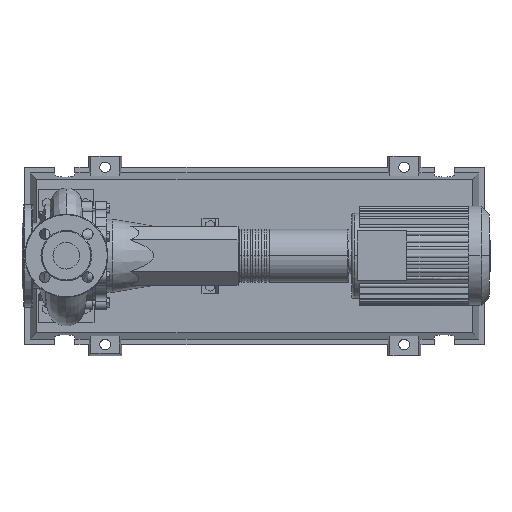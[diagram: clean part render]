
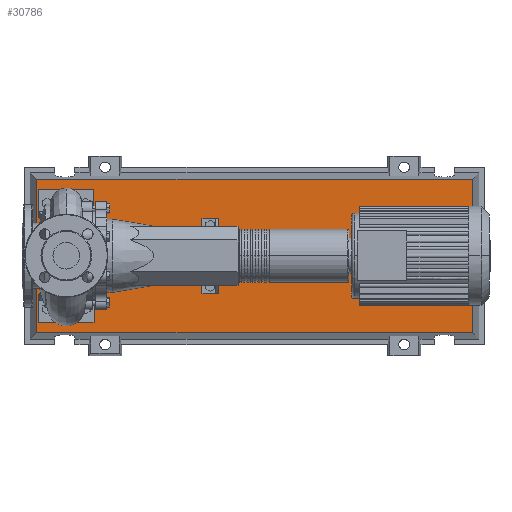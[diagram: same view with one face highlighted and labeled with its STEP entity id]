
A CAD part, top view. The second image highlights one B-rep face of the part: STEP entity #30786.
In plain terms, the highlighted planar face has unit normal (0, 0, 1).
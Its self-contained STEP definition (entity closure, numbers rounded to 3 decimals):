
#30467=CARTESIAN_POINT('',(733.292,-138.292,83.0));
#30468=VERTEX_POINT('',#30467);
#30475=CARTESIAN_POINT('',(-53.292,-138.292,83.0));
#30476=VERTEX_POINT('',#30475);
#30477=CARTESIAN_POINT('',(733.292,-138.292,83.0));
#30478=DIRECTION('',(-1.0,0.0,0.0));
#30479=VECTOR('',#30478,786.584);
#30480=LINE('',#30477,#30479);
#30481=EDGE_CURVE('',#30468,#30476,#30480,.T.);
#30699=CARTESIAN_POINT('',(733.292,138.292,83.0));
#30700=VERTEX_POINT('',#30699);
#30701=CARTESIAN_POINT('',(733.292,138.292,83.0));
#30702=DIRECTION('',(0.0,-1.0,0.0));
#30703=VECTOR('',#30702,276.584);
#30704=LINE('',#30701,#30703);
#30705=EDGE_CURVE('',#30700,#30468,#30704,.T.);
#30723=CARTESIAN_POINT('',(-53.292,138.292,83.0));
#30724=VERTEX_POINT('',#30723);
#30725=CARTESIAN_POINT('',(-53.292,-138.292,83.0));
#30726=DIRECTION('',(0.0,1.0,0.0));
#30727=VECTOR('',#30726,276.584);
#30728=LINE('',#30725,#30727);
#30729=EDGE_CURVE('',#30476,#30724,#30728,.T.);
#30762=CARTESIAN_POINT('',(-53.292,138.292,83.0));
#30763=DIRECTION('',(1.0,0.0,0.0));
#30764=VECTOR('',#30763,786.584);
#30765=LINE('',#30762,#30764);
#30766=EDGE_CURVE('',#30724,#30700,#30765,.T.);
#30775=CARTESIAN_POINT('',(340.,0.,83.0));
#30776=DIRECTION('',(0.0,0.0,1.0));
#30777=DIRECTION('',(1.0,0.0,0.0));
#30778=AXIS2_PLACEMENT_3D('',#30775,#30776,#30777);
#30779=PLANE('',#30778);
#30780=ORIENTED_EDGE('',*,*,#30705,.F.);
#30781=ORIENTED_EDGE('',*,*,#30766,.F.);
#30782=ORIENTED_EDGE('',*,*,#30729,.F.);
#30783=ORIENTED_EDGE('',*,*,#30481,.F.);
#30784=EDGE_LOOP('',(#30780,#30781,#30782,#30783));
#30785=FACE_OUTER_BOUND('',#30784,.T.);
#30786=ADVANCED_FACE('',(#30785),#30779,.T.);
